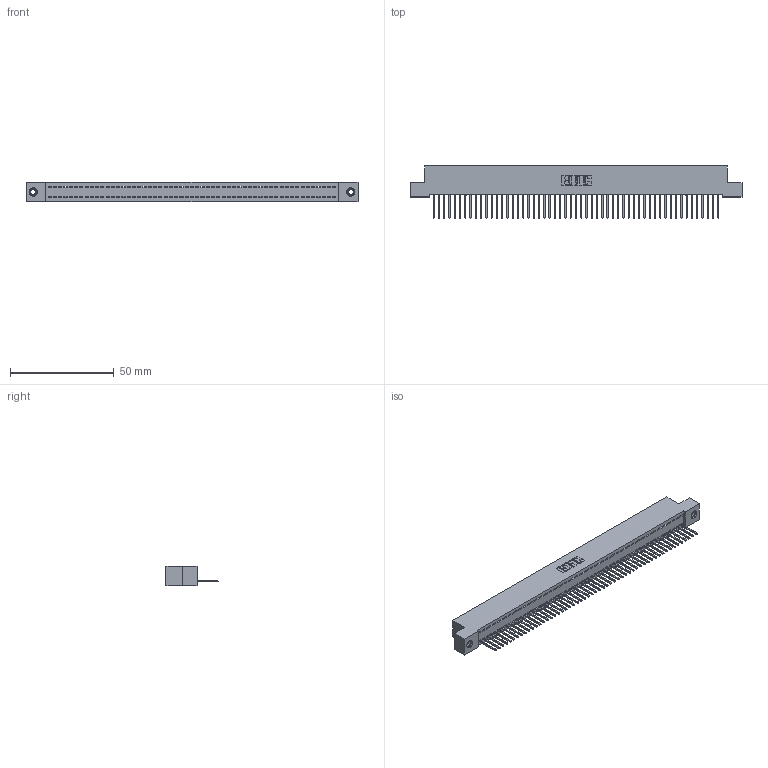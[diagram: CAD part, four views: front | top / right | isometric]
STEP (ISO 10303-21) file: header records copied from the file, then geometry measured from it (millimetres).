
FILE_DESCRIPTION (( 'STEP AP203' ), '1' );
FILE_NAME ('342-055-523-107.STEP', '2018-08-13T01:26:31', ( '' ), ( '' ), 'SwSTEP 2.0', 'SolidWorks 2016', '' );
FILE_SCHEMA (( 'CONFIG_CONTROL_DESIGN' ));
Length unit declared in the file: inch
Products named in the file (4): 345-250-001_345-250-005-103; 342-055-523-107; 342 Part_TI; 345-292-001_345-293-123
Assembly tree (58 placements, depth 2):
  342-055-523-107
    342 Part_TI
    345-292-001_345-293-123  x55
    345-250-001_345-250-005-103  x2
Bounding box: 160.02 x 25.15 x 9.4 mm (x, y, z)
Volume: 14044.5 mm3; surface area: 20951 mm2
Topology: 58 solids, 58 shells, 3360 faces, 10115 edges, 6662 vertices
Faces by surface type: plane 2408, cylinder 936, cone 12, torus 4
Entity records: 33014 total; most frequent: CARTESIAN_POINT 5674, ORIENTED_EDGE 5658, DIRECTION 4793, EDGE_CURVE 2829, LINE 2681, VECTOR 2681, VERTEX_POINT 1880, AXIS2_PLACEMENT_3D 1056
